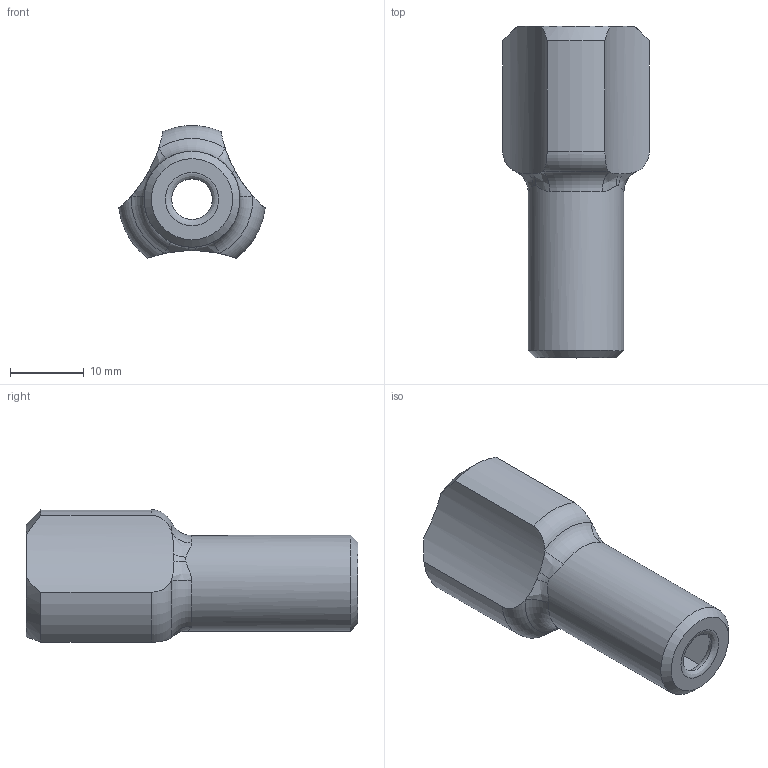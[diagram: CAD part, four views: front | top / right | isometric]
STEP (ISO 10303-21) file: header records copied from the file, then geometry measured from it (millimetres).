
FILE_DESCRIPTION(/* description */ (''),/* implementation_level */ '2;1');
FILE_NAME(/* name */ 'M5 Thumbscrew.stp',/* time_stamp */ '2023-08-27T14:29:10-07:00',/* author */ ('devan'),/* organization */ (''),/* preprocessor_version */ 'ST-DEVELOPER v20',/* originating_system */ 'Autodesk Inventor 2024',/* authorisation */ '');
FILE_SCHEMA (('AUTOMOTIVE_DESIGN { 1 0 10303 214 3 1 1 }'));
Length unit declared in the file: millimetre
Products named in the file (1): M5 Thumbscrew
Bounding box: 19.86 x 45 x 17.97 mm (x, y, z)
Volume: 5273.2 mm3; surface area: 3828.2 mm2
Topology: 1 solids, 1 shells, 37 faces, 96 edges, 62 vertices
Faces by surface type: plane 9, bspline 9, torus 8, cylinder 7, cone 4
Full cylindrical faces by diameter (mm): 13 x1
Entity records: 1457 total; most frequent: CARTESIAN_POINT 542, ORIENTED_EDGE 192, DIRECTION 170, EDGE_CURVE 96, AXIS2_PLACEMENT_3D 72, VERTEX_POINT 62, CIRCLE 43, EDGE_LOOP 40
